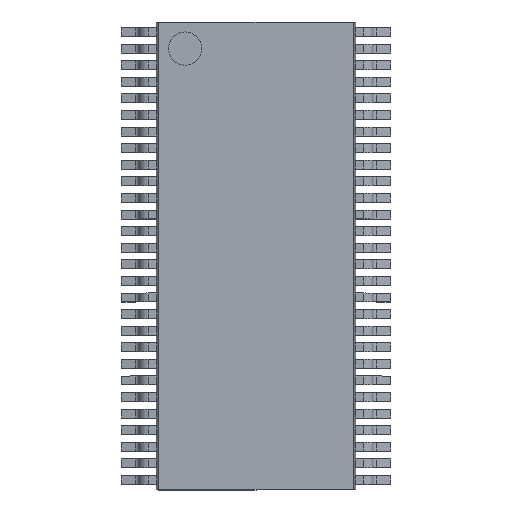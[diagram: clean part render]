
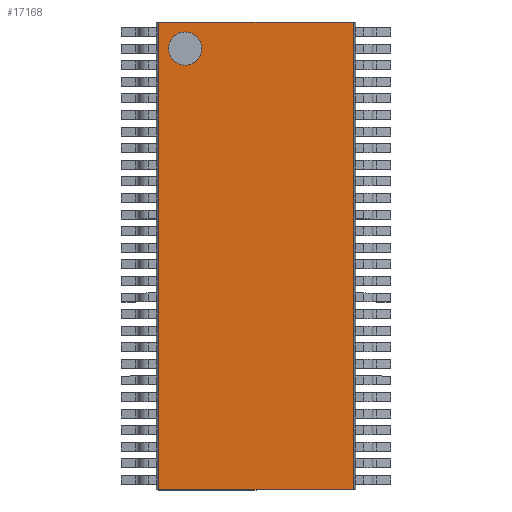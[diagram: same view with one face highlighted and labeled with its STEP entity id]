
A CAD part, top view. The second image highlights one B-rep face of the part: STEP entity #17168.
In plain terms, the highlighted planar face has unit normal (0, 0, 1).
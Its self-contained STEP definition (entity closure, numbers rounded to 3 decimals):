
#17023=CARTESIAN_POINT('',(-1.636,6.25,1.199));
#17024=VERTEX_POINT('',#17023);
#17033=CARTESIAN_POINT('',(-2.636,6.25,1.199));
#17034=VERTEX_POINT('',#17033);
#17035=CARTESIAN_POINT('',(-2.136,6.25,1.199));
#17036=DIRECTION('',(0.0,0.0,-1.0));
#17037=DIRECTION('',(1.0,0.0,0.0));
#17038=AXIS2_PLACEMENT_3D('',#17035,#17036,#17037);
#17039=CIRCLE('',#17038,0.5);
#17040=EDGE_CURVE('',#17034,#17024,#17039,.T.);
#17074=CARTESIAN_POINT('',(-2.136,6.25,1.199));
#17075=DIRECTION('',(0.0,0.0,-1.0));
#17076=DIRECTION('',(1.0,0.0,0.0));
#17077=AXIS2_PLACEMENT_3D('',#17074,#17075,#17076);
#17078=CIRCLE('',#17077,0.5);
#17079=EDGE_CURVE('',#17024,#17034,#17078,.T.);
#17101=CARTESIAN_POINT('',(2.936,7.05,1.199));
#17102=VERTEX_POINT('',#17101);
#17109=CARTESIAN_POINT('',(2.936,-7.05,1.199));
#17110=VERTEX_POINT('',#17109);
#17111=CARTESIAN_POINT('',(2.936,-7.05,1.199));
#17112=DIRECTION('',(0.0,1.0,0.0));
#17113=VECTOR('',#17112,14.1);
#17114=LINE('',#17111,#17113);
#17115=EDGE_CURVE('',#17110,#17102,#17114,.T.);
#17134=CARTESIAN_POINT('',(2.936,-5.55,1.199));
#17135=DIRECTION('',(0.0,0.0,1.0));
#17136=DIRECTION('',(0.0,-1.0,0.0));
#17137=AXIS2_PLACEMENT_3D('',#17134,#17135,#17136);
#17138=PLANE('',#17137);
#17139=CARTESIAN_POINT('',(-2.936,7.05,1.199));
#17140=VERTEX_POINT('',#17139);
#17141=CARTESIAN_POINT('',(2.936,7.05,1.199));
#17142=DIRECTION('',(-1.0,0.0,0.0));
#17143=VECTOR('',#17142,5.871);
#17144=LINE('',#17141,#17143);
#17145=EDGE_CURVE('',#17102,#17140,#17144,.T.);
#17146=ORIENTED_EDGE('',*,*,#17145,.T.);
#17147=CARTESIAN_POINT('',(-2.936,-7.05,1.199));
#17148=VERTEX_POINT('',#17147);
#17149=CARTESIAN_POINT('',(-2.936,-7.05,1.199));
#17150=DIRECTION('',(0.0,1.0,0.0));
#17151=VECTOR('',#17150,14.1);
#17152=LINE('',#17149,#17151);
#17153=EDGE_CURVE('',#17148,#17140,#17152,.T.);
#17154=ORIENTED_EDGE('',*,*,#17153,.F.);
#17155=CARTESIAN_POINT('',(-2.936,-7.05,1.199));
#17156=DIRECTION('',(1.0,0.0,0.0));
#17157=VECTOR('',#17156,5.871);
#17158=LINE('',#17155,#17157);
#17159=EDGE_CURVE('',#17148,#17110,#17158,.T.);
#17160=ORIENTED_EDGE('',*,*,#17159,.T.);
#17161=ORIENTED_EDGE('',*,*,#17115,.T.);
#17162=EDGE_LOOP('',(#17146,#17154,#17160,#17161));
#17163=FACE_OUTER_BOUND('',#17162,.T.);
#17164=ORIENTED_EDGE('',*,*,#17079,.T.);
#17165=ORIENTED_EDGE('',*,*,#17040,.T.);
#17166=EDGE_LOOP('',(#17164,#17165));
#17167=FACE_BOUND('',#17166,.T.);
#17168=ADVANCED_FACE('',(#17163,#17167),#17138,.T.);
